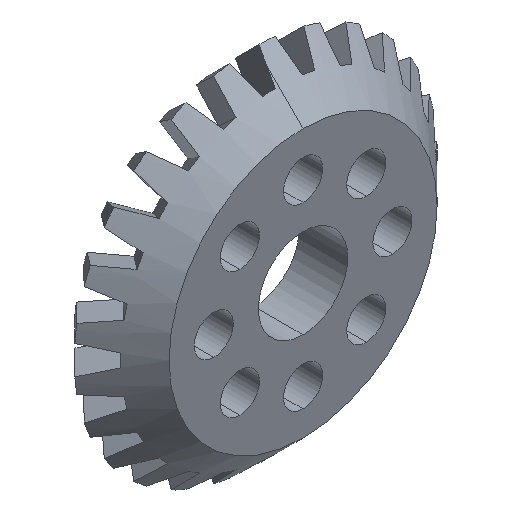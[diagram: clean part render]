
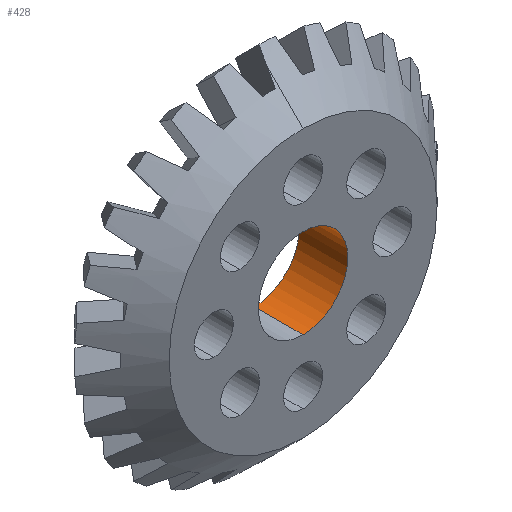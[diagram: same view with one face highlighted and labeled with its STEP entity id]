
A CAD part, isometric view. The second image highlights one B-rep face of the part: STEP entity #428.
In plain terms, the highlighted cylindrical face has radius 4 mm (diameter 8 mm), a partial arc.
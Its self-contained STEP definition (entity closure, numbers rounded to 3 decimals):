
#16 = CARTESIAN_POINT ( 'NONE',  ( 0., 0., -4. ) ) ;
#66 = DIRECTION ( 'NONE',  ( 0., 0., 1. ) ) ;
#160 = CARTESIAN_POINT ( 'NONE',  ( 0., 0., 0. ) ) ;
#361 = VERTEX_POINT ( 'NONE', #1550 ) ;
#428 = ADVANCED_FACE ( 'NONE', ( #968 ), #2280, .F. ) ;
#652 = EDGE_CURVE ( 'NONE', #2412, #2218, #2959, .T. ) ;
#655 = CARTESIAN_POINT ( 'NONE',  ( 0., -5.644, 4. ) ) ;
#681 = DIRECTION ( 'NONE',  ( 0., 1., 0. ) ) ;
#893 = VERTEX_POINT ( 'NONE', #1928 ) ;
#968 = FACE_OUTER_BOUND ( 'NONE', #3284, .T. ) ;
#1141 = DIRECTION ( 'NONE',  ( 0., 1., 0. ) ) ;
#1426 = DIRECTION ( 'NONE',  ( 0., 1., 0. ) ) ;
#1550 = CARTESIAN_POINT ( 'NONE',  ( 0., 4.356, -4. ) ) ;
#1597 = CARTESIAN_POINT ( 'NONE',  ( 0., -5.644, 0. ) ) ;
#1788 = ORIENTED_EDGE ( 'NONE', *, *, #3176, .T. ) ;
#1928 = CARTESIAN_POINT ( 'NONE',  ( 0., 4.356, 4. ) ) ;
#2025 = VECTOR ( 'NONE', #3059, 1000. ) ;
#2102 = CARTESIAN_POINT ( 'NONE',  ( 0., -5.644, -4. ) ) ;
#2218 = VERTEX_POINT ( 'NONE', #16 ) ;
#2280 = CYLINDRICAL_SURFACE ( 'NONE', #4397, 4. ) ;
#2412 = VERTEX_POINT ( 'NONE', #3738 ) ;
#2444 = LINE ( 'NONE', #2102, #3509 ) ;
#2760 = ORIENTED_EDGE ( 'NONE', *, *, #4203, .T. ) ;
#2932 = CIRCLE ( 'NONE', #3001, 4. ) ;
#2959 = CIRCLE ( 'NONE', #3520, 4. ) ;
#3001 = AXIS2_PLACEMENT_3D ( 'NONE', #3147, #1141, #66 ) ;
#3033 = ORIENTED_EDGE ( 'NONE', *, *, #652, .F. ) ;
#3059 = DIRECTION ( 'NONE',  ( 0., 1., 0. ) ) ;
#3147 = CARTESIAN_POINT ( 'NONE',  ( 0., 4.356, 0. ) ) ;
#3176 = EDGE_CURVE ( 'NONE', #893, #361, #2932, .T. ) ;
#3284 = EDGE_LOOP ( 'NONE', ( #3777, #3033, #2760, #1788 ) ) ;
#3452 = DIRECTION ( 'NONE',  ( 0., 0., 1. ) ) ;
#3509 = VECTOR ( 'NONE', #681, 1000. ) ;
#3520 = AXIS2_PLACEMENT_3D ( 'NONE', #160, #1426, #3452 ) ;
#3612 = EDGE_CURVE ( 'NONE', #2218, #361, #2444, .T. ) ;
#3621 = DIRECTION ( 'NONE',  ( 0., 0., 1. ) ) ;
#3720 = LINE ( 'NONE', #655, #2025 ) ;
#3738 = CARTESIAN_POINT ( 'NONE',  ( 0., 0., 4. ) ) ;
#3777 = ORIENTED_EDGE ( 'NONE', *, *, #3612, .F. ) ;
#3957 = DIRECTION ( 'NONE',  ( 0., 1., 0. ) ) ;
#4203 = EDGE_CURVE ( 'NONE', #2412, #893, #3720, .T. ) ;
#4397 = AXIS2_PLACEMENT_3D ( 'NONE', #1597, #3957, #3621 ) ;
